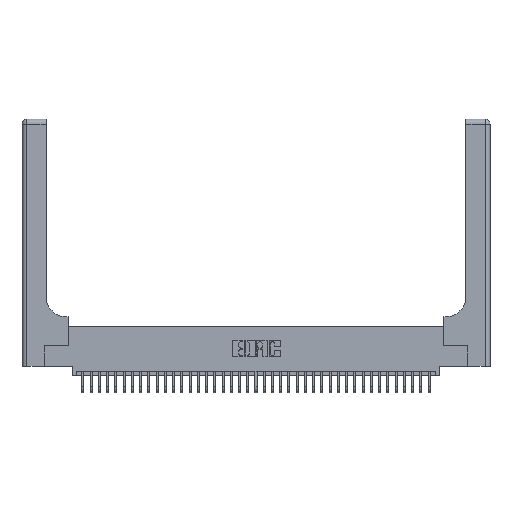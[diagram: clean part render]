
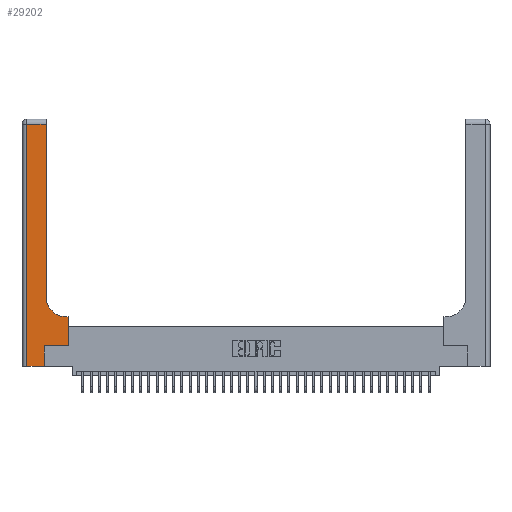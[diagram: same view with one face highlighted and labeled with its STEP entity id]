
A CAD part, top view. The second image highlights one B-rep face of the part: STEP entity #29202.
In plain terms, the highlighted planar face has unit normal (0, 0, 1).
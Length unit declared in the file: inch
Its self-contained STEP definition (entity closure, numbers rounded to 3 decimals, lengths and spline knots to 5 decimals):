
#513 = DIRECTION ( 'NONE',  ( 1., 0., 0. ) ) ;
#1204 = CARTESIAN_POINT ( 'NONE',  ( 0., 2.94, 0.37 ) ) ;
#1479 = VECTOR ( 'NONE', #4787, 39.37008 ) ;
#1865 = VECTOR ( 'NONE', #14172, 39.37008 ) ;
#2011 = EDGE_CURVE ( 'NONE', #23540, #11981, #34924, .T. ) ;
#2273 = CARTESIAN_POINT ( 'NONE',  ( 0.2915, 2.94, 0.37 ) ) ;
#3289 = ORIENTED_EDGE ( 'NONE', *, *, #35597, .T. ) ;
#3867 = ORIENTED_EDGE ( 'NONE', *, *, #5137, .T. ) ;
#4787 = DIRECTION ( 'NONE',  ( 0., 1., 0. ) ) ;
#5005 = CARTESIAN_POINT ( 'NONE',  ( 0., 0., 0.37 ) ) ;
#5137 = EDGE_CURVE ( 'NONE', #20094, #7147, #39805, .T. ) ;
#5469 = EDGE_LOOP ( 'NONE', ( #22122, #3289, #19322, #12630, #26105, #30735, #3867, #16751, #13528 ) ) ;
#5568 = CARTESIAN_POINT ( 'NONE',  ( 0.5415, 0.85, 0.37 ) ) ;
#7007 = LINE ( 'NONE', #35149, #22919 ) ;
#7059 = VERTEX_POINT ( 'NONE', #26961 ) ;
#7147 = VERTEX_POINT ( 'NONE', #15073 ) ;
#7272 = CARTESIAN_POINT ( 'NONE',  ( 0.269, 0.25, 0.37 ) ) ;
#7304 = VECTOR ( 'NONE', #38798, 39.37008 ) ;
#8060 = CARTESIAN_POINT ( 'NONE',  ( 0.2915, 3., 0.37 ) ) ;
#8237 = EDGE_CURVE ( 'NONE', #23191, #20094, #24277, .T. ) ;
#8862 = DIRECTION ( 'NONE',  ( 1., 0., 0. ) ) ;
#10564 = CARTESIAN_POINT ( 'NONE',  ( 0.06, 2.94, 0.37 ) ) ;
#10671 = VECTOR ( 'NONE', #36259, 39.37008 ) ;
#11070 = PLANE ( 'NONE',  #21865 ) ;
#11411 = CARTESIAN_POINT ( 'NONE',  ( 0.2915, 0.6, 0.37 ) ) ;
#11981 = VERTEX_POINT ( 'NONE', #2273 ) ;
#12630 = ORIENTED_EDGE ( 'NONE', *, *, #19641, .T. ) ;
#13528 = ORIENTED_EDGE ( 'NONE', *, *, #28244, .T. ) ;
#14172 = DIRECTION ( 'NONE',  ( -1., 0., 0. ) ) ;
#14303 = DIRECTION ( 'NONE',  ( 0., 0., -1. ) ) ;
#15073 = CARTESIAN_POINT ( 'NONE',  ( 0.5585, 0.6, 0.37 ) ) ;
#15730 = FACE_OUTER_BOUND ( 'NONE', #5469, .T. ) ;
#15804 = CIRCLE ( 'NONE', #19544, 0.25 ) ;
#15969 = VECTOR ( 'NONE', #513, 39.37008 ) ;
#16751 = ORIENTED_EDGE ( 'NONE', *, *, #23374, .T. ) ;
#17642 = CARTESIAN_POINT ( 'NONE',  ( 0.5585, 0.25, 0.37 ) ) ;
#19322 = ORIENTED_EDGE ( 'NONE', *, *, #26695, .T. ) ;
#19544 = AXIS2_PLACEMENT_3D ( 'NONE', #5568, #27723, #8862 ) ;
#19641 = EDGE_CURVE ( 'NONE', #7059, #30222, #37940, .T. ) ;
#20094 = VERTEX_POINT ( 'NONE', #17642 ) ;
#20946 = DIRECTION ( 'NONE',  ( 1., 0., 0. ) ) ;
#21407 = CARTESIAN_POINT ( 'NONE',  ( 0.269, 0., 0.37 ) ) ;
#21865 = AXIS2_PLACEMENT_3D ( 'NONE', #32885, #14303, #35954 ) ;
#22122 = ORIENTED_EDGE ( 'NONE', *, *, #2011, .T. ) ;
#22919 = VECTOR ( 'NONE', #38212, 39.37008 ) ;
#23191 = VERTEX_POINT ( 'NONE', #7272 ) ;
#23374 = EDGE_CURVE ( 'NONE', #7147, #35621, #36455, .T. ) ;
#23468 = VECTOR ( 'NONE', #32483, 39.37008 ) ;
#23540 = VERTEX_POINT ( 'NONE', #39987 ) ;
#24277 = LINE ( 'NONE', #34903, #15969 ) ;
#26105 = ORIENTED_EDGE ( 'NONE', *, *, #38500, .T. ) ;
#26310 = CARTESIAN_POINT ( 'NONE',  ( 0.5585, 0.25, 0.37 ) ) ;
#26695 = EDGE_CURVE ( 'NONE', #34905, #7059, #39548, .T. ) ;
#26724 = CARTESIAN_POINT ( 'NONE',  ( 0.5415, 0.6, 0.37 ) ) ;
#26961 = CARTESIAN_POINT ( 'NONE',  ( 0.06, 0., 0.37 ) ) ;
#27723 = DIRECTION ( 'NONE',  ( 0., 0., -1. ) ) ;
#28244 = EDGE_CURVE ( 'NONE', #35621, #23540, #15804, .T. ) ;
#28860 = VECTOR ( 'NONE', #20946, 39.37008 ) ;
#29202 = ADVANCED_FACE ( 'NONE', ( #15730 ), #11070, .F. ) ;
#29569 = CARTESIAN_POINT ( 'NONE',  ( 0.06, 3., 0.37 ) ) ;
#30222 = VERTEX_POINT ( 'NONE', #21407 ) ;
#30735 = ORIENTED_EDGE ( 'NONE', *, *, #8237, .T. ) ;
#32483 = DIRECTION ( 'NONE',  ( 0., 1., 0. ) ) ;
#32885 = CARTESIAN_POINT ( 'NONE',  ( 0., 3., 0.37 ) ) ;
#34903 = CARTESIAN_POINT ( 'NONE',  ( 0.269, 0.25, 0.37 ) ) ;
#34905 = VERTEX_POINT ( 'NONE', #10564 ) ;
#34924 = LINE ( 'NONE', #8060, #1479 ) ;
#35149 = CARTESIAN_POINT ( 'NONE',  ( 0.269, 0., 0.37 ) ) ;
#35281 = LINE ( 'NONE', #1204, #1865 ) ;
#35597 = EDGE_CURVE ( 'NONE', #11981, #34905, #35281, .T. ) ;
#35621 = VERTEX_POINT ( 'NONE', #26724 ) ;
#35954 = DIRECTION ( 'NONE',  ( -1., 0., 0. ) ) ;
#36259 = DIRECTION ( 'NONE',  ( -1., 0., 0. ) ) ;
#36455 = LINE ( 'NONE', #11411, #10671 ) ;
#37940 = LINE ( 'NONE', #5005, #28860 ) ;
#38212 = DIRECTION ( 'NONE',  ( 0., 1., 0. ) ) ;
#38500 = EDGE_CURVE ( 'NONE', #30222, #23191, #7007, .T. ) ;
#38798 = DIRECTION ( 'NONE',  ( 0., -1., 0. ) ) ;
#39548 = LINE ( 'NONE', #29569, #7304 ) ;
#39805 = LINE ( 'NONE', #26310, #23468 ) ;
#39987 = CARTESIAN_POINT ( 'NONE',  ( 0.2915, 0.85, 0.37 ) ) ;
